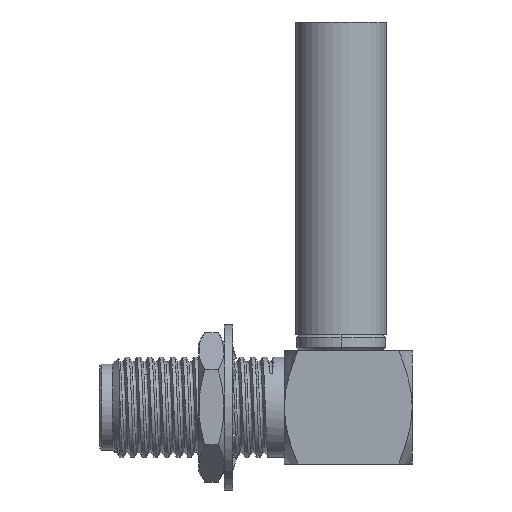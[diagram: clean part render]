
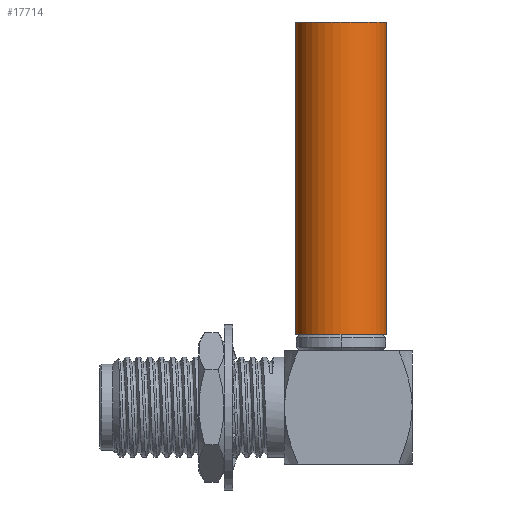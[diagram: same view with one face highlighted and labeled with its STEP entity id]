
A CAD part, front view. The second image highlights one B-rep face of the part: STEP entity #17714.
In plain terms, the highlighted cylindrical face has radius 2.8 mm (diameter 5.6 mm), a partial arc.
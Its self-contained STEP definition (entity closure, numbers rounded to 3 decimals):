
#8441=CARTESIAN_POINT('',(0.,0.,4.5));
#8442=DIRECTION('',(0.,0.,-1.));
#8443=DIRECTION('',(1.,0.,0.));
#8444=AXIS2_PLACEMENT_3D('',#8441,#8442,#8443);
#8451=DIRECTION('',(0.,0.,-1.));
#8452=VECTOR('',#8451,19.3);
#8453=CARTESIAN_POINT('',(2.8,0.,23.8));
#8454=LINE('',#8453,#8452);
#8455=DIRECTION('',(0.,0.,-1.));
#8456=VECTOR('',#8455,19.3);
#8457=CARTESIAN_POINT('',(-2.8,0.,23.8));
#8458=LINE('',#8457,#8456);
#8459=CARTESIAN_POINT('',(0.,0.,23.8));
#8460=DIRECTION('',(0.,0.,-1.));
#8461=DIRECTION('',(1.,0.,0.));
#8462=AXIS2_PLACEMENT_3D('',#8459,#8460,#8461);
#9041=CARTESIAN_POINT('',(2.8,0.,23.8));
#9042=CARTESIAN_POINT('',(2.8,0.,4.5));
#9043=VERTEX_POINT('',#9041);
#9044=VERTEX_POINT('',#9042);
#9045=CARTESIAN_POINT('',(-2.8,0.,23.8));
#9046=CARTESIAN_POINT('',(-2.8,0.,4.5));
#9047=VERTEX_POINT('',#9045);
#9048=VERTEX_POINT('',#9046);
#17700=CARTESIAN_POINT('',(0.,0.,3.535));
#17701=DIRECTION('',(0.,0.,1.));
#17702=DIRECTION('',(-1.,0.,0.));
#17703=AXIS2_PLACEMENT_3D('',#17700,#17701,#17702);
#17704=CYLINDRICAL_SURFACE('',#17703,2.8);
#17706=ORIENTED_EDGE('',*,*,#17705,.T.);
#17707=ORIENTED_EDGE('',*,*,#17688,.T.);
#17709=ORIENTED_EDGE('',*,*,#17708,.F.);
#17711=ORIENTED_EDGE('',*,*,#17710,.F.);
#17712=EDGE_LOOP('',(#17706,#17707,#17709,#17711));
#17713=FACE_OUTER_BOUND('',#17712,.F.);
#17714=ADVANCED_FACE('',(#17713),#17704,.T.);
#8445=CIRCLE('',#8444,2.8);
#8463=CIRCLE('',#8462,2.8);
#17688=EDGE_CURVE('',#9044,#9048,#8445,.T.);
#17705=EDGE_CURVE('',#9043,#9044,#8454,.T.);
#17708=EDGE_CURVE('',#9047,#9048,#8458,.T.);
#17710=EDGE_CURVE('',#9043,#9047,#8463,.T.);
